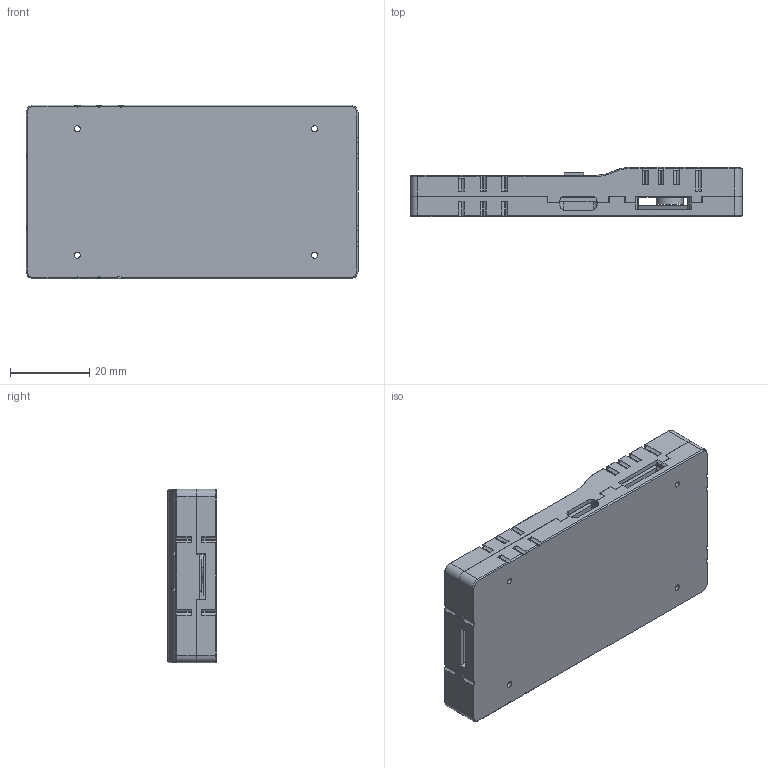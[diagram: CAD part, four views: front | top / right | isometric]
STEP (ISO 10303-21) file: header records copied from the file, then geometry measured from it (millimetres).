
FILE_DESCRIPTION((''),'2;1');
FILE_NAME('PIXHAWK6C-XUANRAN_ASM','2023-02-03T15:37:12',('QGLing'),(''),'CREO PARAMETRIC BY PTC INC, 2016510','CREO PARAMETRIC BY PTC INC, 2016510','');
FILE_SCHEMA(('CONFIG_CONTROL_DESIGN'));
Length unit declared in the file: millimetre
Products named in the file (6): PCB-PIXHAWK6C-F1; PCBA-PIXHAWK6C_ASM; MIANKE-PIXHAWK6C-LV-C1; DIKE-PIXHAWK6C-LV-C1; IMU-PIXHAWK6C; PIXHAWK6C-XUANRAN_ASM
Assembly tree (5 placements, depth 3):
  PIXHAWK6C-XUANRAN_ASM
    PCBA-PIXHAWK6C_ASM
      PCB-PIXHAWK6C-F1
    MIANKE-PIXHAWK6C-LV-C1
    DIKE-PIXHAWK6C-LV-C1
    IMU-PIXHAWK6C
Bounding box: 84 x 12.4 x 44 mm (x, y, z)
Volume: 19505.6 mm3; surface area: 30481.3 mm2
Topology: 4 solids, 4 shells, 1479 faces, 4151 edges, 2728 vertices
Faces by surface type: plane 861, cylinder 578, cone 40
Entity records: 48128 total; most frequent: CARTESIAN_POINT 8722, ORIENTED_EDGE 8302, DIRECTION 8248, EDGE_CURVE 4151, VECTOR 2854, LINE 2854, VERTEX_POINT 2728, AXIS2_PLACEMENT_3D 2697
